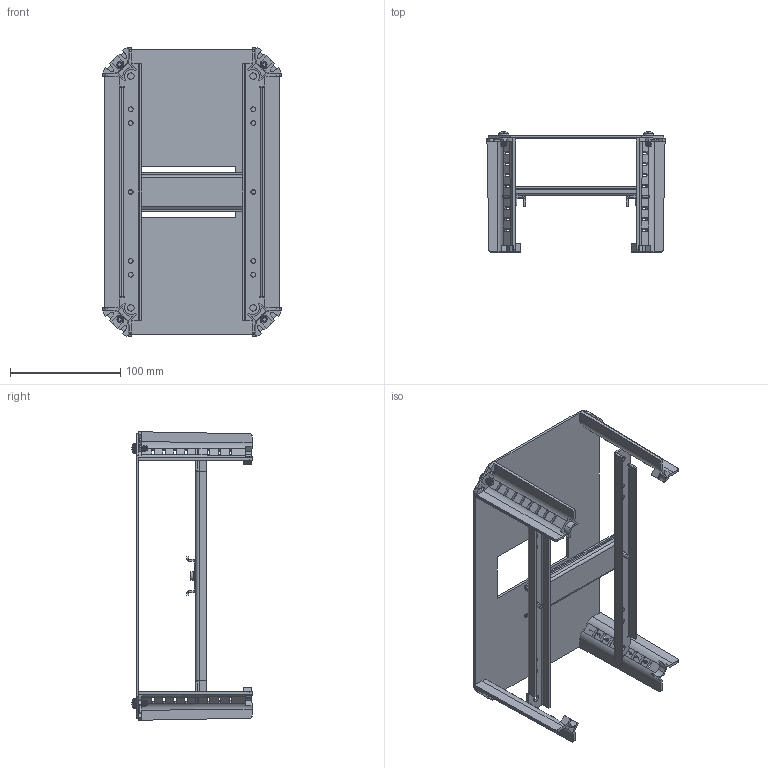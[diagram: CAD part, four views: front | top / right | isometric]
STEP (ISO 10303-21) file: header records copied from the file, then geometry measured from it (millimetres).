
FILE_DESCRIPTION (( 'STEP AP214' ), '1' );
FILE_NAME ('DRS ARCA 302015.STEP', '2013-11-25T12:20:42', ( '' ), ( '' ), 'SwSTEP 2.0', 'SolidWorks 2013', '' );
FILE_SCHEMA (( 'AUTOMOTIVE_DESIGN' ));
Length unit declared in the file: millimetre
Products named in the file (7): DRS ARCA 302015; SB ARCA 30; PT5x10; CB ARCA 15; M4x10 Thread forming PZ; FCX DIN Rail 200; 12742
Assembly tree (14 placements, depth 2):
  DRS ARCA 302015
    12742
    FCX DIN Rail 200
    M4x10 Thread forming PZ  x2
    CB ARCA 15  x4
    PT5x10  x4
    SB ARCA 30  x2
Bounding box: 161.48 x 108.89 x 261.48 mm (x, y, z)
Volume: 159268.5 mm3; surface area: 160907.9 mm2
Topology: 14 solids, 14 shells, 1317 faces, 3635 edges, 2394 vertices
Faces by surface type: plane 714, bspline 224, cylinder 187, cone 160, torus 24, sphere 8
Entity records: 18006 total; most frequent: CARTESIAN_POINT 7359, ORIENTED_EDGE 2288, DIRECTION 1929, EDGE_CURVE 1144, VERTEX_POINT 744, LINE 687, VECTOR 687, AXIS2_PLACEMENT_3D 621
